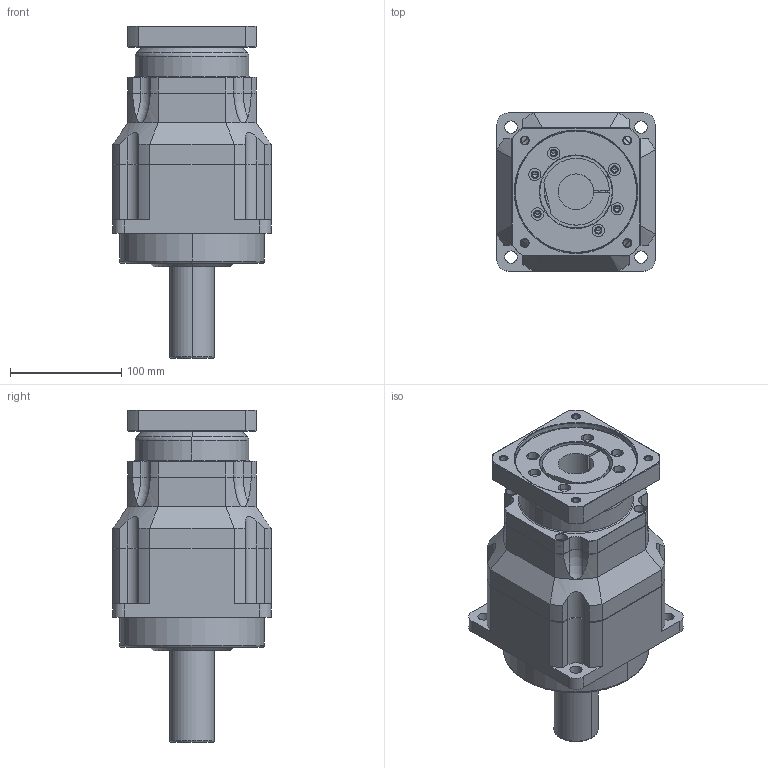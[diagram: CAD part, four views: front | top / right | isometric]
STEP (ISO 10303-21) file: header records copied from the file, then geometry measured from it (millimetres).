
FILE_DESCRIPTION((''),'2;1');
FILE_NAME('AF1402-P0403401001_ASM','2008-09-19T',('d00080'),(''),'PRO/ENGINEER BY PARAMETRIC TECHNOLOGY CORPORATION, 2006170','PRO/ENGINEER BY PARAMETRIC TECHNOLOGY CORPORATION, 2006170','');
FILE_SCHEMA(('CONFIG_CONTROL_DESIGN'));
Length unit declared in the file: millimetre
Products named in the file (5): AF1402; AB1422-1; P1301400001; P0403401001; AF1402-P0403401001_ASM
Assembly tree (4 placements, depth 2):
  AF1402-P0403401001_ASM
    AF1402
    AB1422-1
    P1301400001
    P0403401001
Bounding box: 142 x 142 x 298 mm (x, y, z)
Volume: 2874240.6 mm3; surface area: 256122 mm2
Topology: 4 solids, 16 shells, 512 faces, 1203 edges, 729 vertices
Faces by surface type: cylinder 207, plane 123, cone 118, torus 60, bspline 4
Entity records: 15262 total; most frequent: CARTESIAN_POINT 3099, DIRECTION 2747, ORIENTED_EDGE 2328, EDGE_CURVE 1189, AXIS2_PLACEMENT_3D 1130, VERTEX_POINT 729, CIRCLE 607, EDGE_LOOP 600
